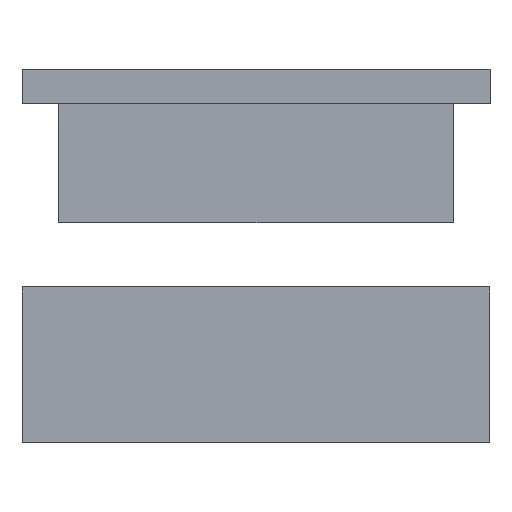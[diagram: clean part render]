
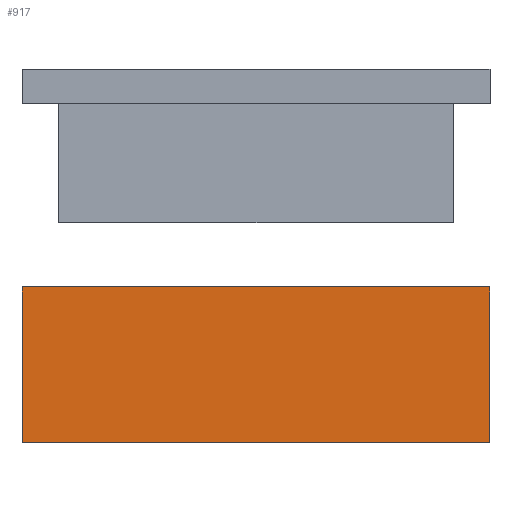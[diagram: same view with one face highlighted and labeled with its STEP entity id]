
A CAD part, left-side view. The second image highlights one B-rep face of the part: STEP entity #917.
In plain terms, the highlighted planar face has unit normal (-1, 0, 0).
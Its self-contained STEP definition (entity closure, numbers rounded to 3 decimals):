
#73=FACE_OUTER_BOUND('',#128,.T.);
#128=EDGE_LOOP('',(#723,#724,#725,#726));
#162=LINE('',#1273,#275);
#217=LINE('',#1404,#330);
#218=LINE('',#1407,#331);
#219=LINE('',#1408,#332);
#275=VECTOR('',#1028,10.);
#330=VECTOR('',#1149,10.);
#331=VECTOR('',#1152,10.);
#332=VECTOR('',#1153,10.);
#388=VERTEX_POINT('',#1270);
#389=VERTEX_POINT('',#1272);
#432=VERTEX_POINT('',#1402);
#433=VERTEX_POINT('',#1406);
#473=EDGE_CURVE('',#388,#389,#162,.T.);
#537=EDGE_CURVE('',#432,#389,#217,.T.);
#538=EDGE_CURVE('',#433,#432,#218,.T.);
#539=EDGE_CURVE('',#433,#388,#219,.T.);
#723=ORIENTED_EDGE('',*,*,#538,.T.);
#724=ORIENTED_EDGE('',*,*,#537,.T.);
#725=ORIENTED_EDGE('',*,*,#473,.F.);
#726=ORIENTED_EDGE('',*,*,#539,.F.);
#868=PLANE('',#992);
#917=ADVANCED_FACE('',(#73),#868,.T.);
#992=AXIS2_PLACEMENT_3D('',#1405,#1150,#1151);
#1028=DIRECTION('',(0.,-1.,0.));
#1149=DIRECTION('',(0.,0.,1.));
#1150=DIRECTION('center_axis',(-1.,0.,0.));
#1151=DIRECTION('ref_axis',(0.,-1.,0.));
#1152=DIRECTION('',(0.,-1.,0.));
#1153=DIRECTION('',(0.,0.,1.));
#1270=CARTESIAN_POINT('',(0.,20.4,6.8));
#1272=CARTESIAN_POINT('',(0.,0.,6.8));
#1273=CARTESIAN_POINT('',(0.,20.4,6.8));
#1402=CARTESIAN_POINT('',(0.,0.,0.));
#1404=CARTESIAN_POINT('',(0.,0.,0.));
#1405=CARTESIAN_POINT('Origin',(0.,20.4,0.));
#1406=CARTESIAN_POINT('',(0.,20.4,0.));
#1407=CARTESIAN_POINT('',(0.,20.4,0.));
#1408=CARTESIAN_POINT('',(0.,20.4,0.));
